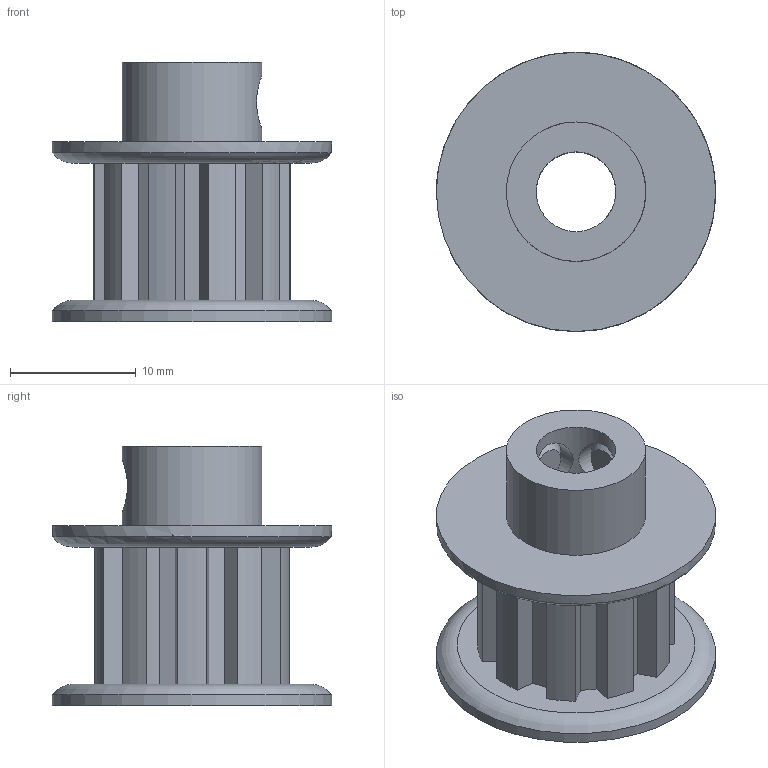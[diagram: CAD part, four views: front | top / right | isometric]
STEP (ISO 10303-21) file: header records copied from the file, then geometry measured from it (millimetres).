
FILE_DESCRIPTION(/* description */ (''),/* implementation_level */ '2;1');
FILE_NAME(/* name */ 'TIMING BELT PULLEY (6495K744) v1.step',/* time_stamp */ '2022-04-06T19:48:41-04:00',/* author */ (''),/* organization */ (''),/* preprocessor_version */ 'ST-DEVELOPER v18.1',/* originating_system */ 'Autodesk Translation Framework v10.14.0.1471',/* authorisation */ '');
FILE_SCHEMA (('AUTOMOTIVE_DESIGN { 1 0 10303 214 3 1 1 }'));
Length unit declared in the file: inch
Products named in the file (1): TIMING BELT PULLEY (6495K744)
Bounding box: 22.23 x 22.23 x 20.62 mm (x, y, z)
Volume: 2973.6 mm3; surface area: 2754.8 mm2
Topology: 1 solids, 1 shells, 79 faces, 205 edges, 137 vertices
Faces by surface type: plane 54, cylinder 18, cone 4, torus 2, bspline 1
Full cylindrical faces by diameter (mm): 4.166 x4, 6.35 x1, 11.1 x1, 22.225 x2
Entity records: 2603 total; most frequent: CARTESIAN_POINT 595, ORIENTED_EDGE 410, DIRECTION 395, EDGE_CURVE 205, LINE 149, VECTOR 149, VERTEX_POINT 137, AXIS2_PLACEMENT_3D 123
